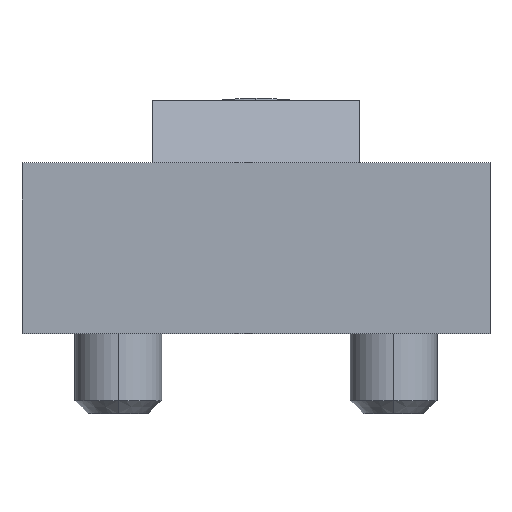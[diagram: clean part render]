
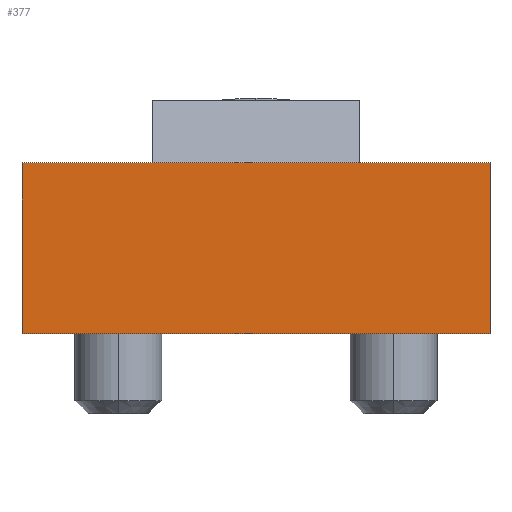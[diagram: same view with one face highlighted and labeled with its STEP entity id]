
A CAD part, left-side view. The second image highlights one B-rep face of the part: STEP entity #377.
In plain terms, the highlighted planar face has unit normal (-1, 0, 0).
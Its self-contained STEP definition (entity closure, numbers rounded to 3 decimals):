
#82 = CARTESIAN_POINT ( 'NONE',  ( -9.525, -8.89, 15.748 ) ) ;
#111 = LINE ( 'NONE', #1755, #2056 ) ;
#160 = ORIENTED_EDGE ( 'NONE', *, *, #1237, .T. ) ;
#377 = ADVANCED_FACE ( 'NONE', ( #1649 ), #1528, .F. ) ;
#389 = VERTEX_POINT ( 'NONE', #2549 ) ;
#574 = ORIENTED_EDGE ( 'NONE', *, *, #671, .T. ) ;
#636 = CARTESIAN_POINT ( 'NONE',  ( -9.525, 34.29, 15.748 ) ) ;
#671 = EDGE_CURVE ( 'NONE', #2099, #389, #2184, .T. ) ;
#928 = LINE ( 'NONE', #1127, #1604 ) ;
#962 = DIRECTION ( 'NONE',  ( 0., 1., 0. ) ) ;
#1005 = EDGE_CURVE ( 'NONE', #2282, #389, #1868, .T. ) ;
#1102 = ORIENTED_EDGE ( 'NONE', *, *, #2544, .F. ) ;
#1108 = DIRECTION ( 'NONE',  ( 0., 0., 1. ) ) ;
#1127 = CARTESIAN_POINT ( 'NONE',  ( -9.525, -8.89, 15.748 ) ) ;
#1237 = EDGE_CURVE ( 'NONE', #1717, #2099, #111, .T. ) ;
#1316 = VECTOR ( 'NONE', #2330, 1000. ) ;
#1508 = CARTESIAN_POINT ( 'NONE',  ( -9.525, -8.89, 0. ) ) ;
#1528 = PLANE ( 'NONE',  #1945 ) ;
#1604 = VECTOR ( 'NONE', #2559, 1000. ) ;
#1649 = FACE_OUTER_BOUND ( 'NONE', #1653, .T. ) ;
#1653 = EDGE_LOOP ( 'NONE', ( #574, #1687, #1102, #160 ) ) ;
#1687 = ORIENTED_EDGE ( 'NONE', *, *, #1005, .F. ) ;
#1709 = VECTOR ( 'NONE', #2253, 1000. ) ;
#1717 = VERTEX_POINT ( 'NONE', #82 ) ;
#1755 = CARTESIAN_POINT ( 'NONE',  ( -9.525, -8.89, 15.748 ) ) ;
#1868 = LINE ( 'NONE', #1508, #1316 ) ;
#1945 = AXIS2_PLACEMENT_3D ( 'NONE', #1963, #2169, #1108 ) ;
#1963 = CARTESIAN_POINT ( 'NONE',  ( -9.525, -8.89, 15.748 ) ) ;
#2056 = VECTOR ( 'NONE', #962, 1000. ) ;
#2099 = VERTEX_POINT ( 'NONE', #2598 ) ;
#2169 = DIRECTION ( 'NONE',  ( 1., 0., 0. ) ) ;
#2184 = LINE ( 'NONE', #636, #1709 ) ;
#2253 = DIRECTION ( 'NONE',  ( 0., 0., -1. ) ) ;
#2282 = VERTEX_POINT ( 'NONE', #2437 ) ;
#2330 = DIRECTION ( 'NONE',  ( 0., 1., 0. ) ) ;
#2437 = CARTESIAN_POINT ( 'NONE',  ( -9.525, -8.89, 0. ) ) ;
#2544 = EDGE_CURVE ( 'NONE', #1717, #2282, #928, .T. ) ;
#2549 = CARTESIAN_POINT ( 'NONE',  ( -9.525, 34.29, 0. ) ) ;
#2559 = DIRECTION ( 'NONE',  ( 0., 0., -1. ) ) ;
#2598 = CARTESIAN_POINT ( 'NONE',  ( -9.525, 34.29, 15.748 ) ) ;
